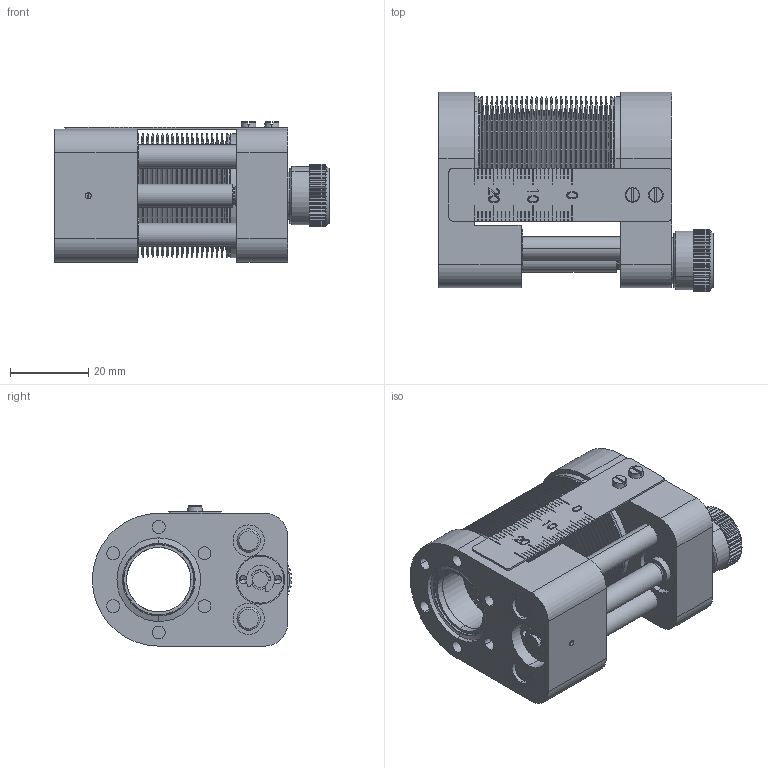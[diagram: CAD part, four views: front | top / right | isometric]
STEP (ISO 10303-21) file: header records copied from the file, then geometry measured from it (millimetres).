
FILE_DESCRIPTION (( 'STEP AP214' ), '1' );
FILE_NAME ('621-LTM-C16-25-V2-01.STEP', '2018-01-15T07:33:34', ( '' ), ( '' ), 'SwSTEP 2.0', 'SolidWorks 2014', '' );
FILE_SCHEMA (( 'AUTOMOTIVE_DESIGN' ));
Length unit declared in the file: millimetre
Products named in the file (20): 9621-LTM-C16-2_9621-LTM-X-C16-2-01; 9453-EWB-19-31-LTM-X_9453-EWB-19-31-LTM-25; 9453-EWB-19-31-X_25 mm; 9453-EWB-19-31_expand.; 9621-LTM-C16-3; Zylinderschraube ISO 1207_ISO 1207 - M2 x 4 --- 4N; 9621-LTM-C16-1; Gewindestift ISO 4766_ISO 4766 - M2 x 2-C; 621-LTM-C16-25-V2-01; NL4ss-Nord-Lock_NL4ss-Nord-Lock; 9621-LTM-C16-8; Hexagon Nut ISO 4032 - M4 - D - N_Hexagon Nut ISO 4032 - M4 - D - N; Lock washer DIN 6799 - 3.2_Lock washer DIN 6799 - 3.2; 9621-LTM-25-C16-7; 9621-LTM-C16-6; 9621-LTM-X-C16-5_9621-LTM-25-C16-5; 9621-LTM-X-C16-4_9621-LTM-25-C16-4; 906-X6FM-0608-06_906-XFM-06-10; 906-XSM0608-08; 906-XFM-06-8_906-XFM-06-10
Assembly tree (75 placements, depth 4):
  621-LTM-C16-25-V2-01
    9453-EWB-19-31-LTM-X_9453-EWB-19-31-LTM-25
      9621-LTM-C16-1
      9621-LTM-C16-3
      9453-EWB-19-31-X_25 mm
        9453-EWB-19-31_expand.  x52
    9621-LTM-C16-2_9621-LTM-X-C16-2-01
    906-XFM-06-8_906-XFM-06-10  x2
    906-XSM0608-08  x2
    906-X6FM-0608-06_906-XFM-06-10  x2
    9621-LTM-X-C16-4_9621-LTM-25-C16-4  x2
    9621-LTM-X-C16-5_9621-LTM-25-C16-5
    9621-LTM-C16-6
    9621-LTM-25-C16-7
    Lock washer DIN 6799 - 3.2_Lock washer DIN 6799 - 3.2
    Hexagon Nut ISO 4032 - M4 - D - N_Hexagon Nut ISO 4032 - M4 - D - N
    9621-LTM-C16-8
    NL4ss-Nord-Lock_NL4ss-Nord-Lock
    Gewindestift ISO 4766_ISO 4766 - M2 x 2-C
    Zylinderschraube ISO 1207_ISO 1207 - M2 x 4 --- 4N  x2
Bounding box: 70.12 x 51 x 35.9 mm (x, y, z)
Volume: 43063.6 mm3; surface area: 80887.1 mm2
Topology: 73 solids, 73 shells, 1372 faces, 3318 edges, 2014 vertices
Faces by surface type: plane 548, cylinder 449, cone 304, torus 38, bspline 33
Entity records: 32133 total; most frequent: CARTESIAN_POINT 8263, ORIENTED_EDGE 4724, DIRECTION 4620, EDGE_CURVE 2362, VECTOR 1544, LINE 1544, AXIS2_PLACEMENT_3D 1538, VERTEX_POINT 1532
